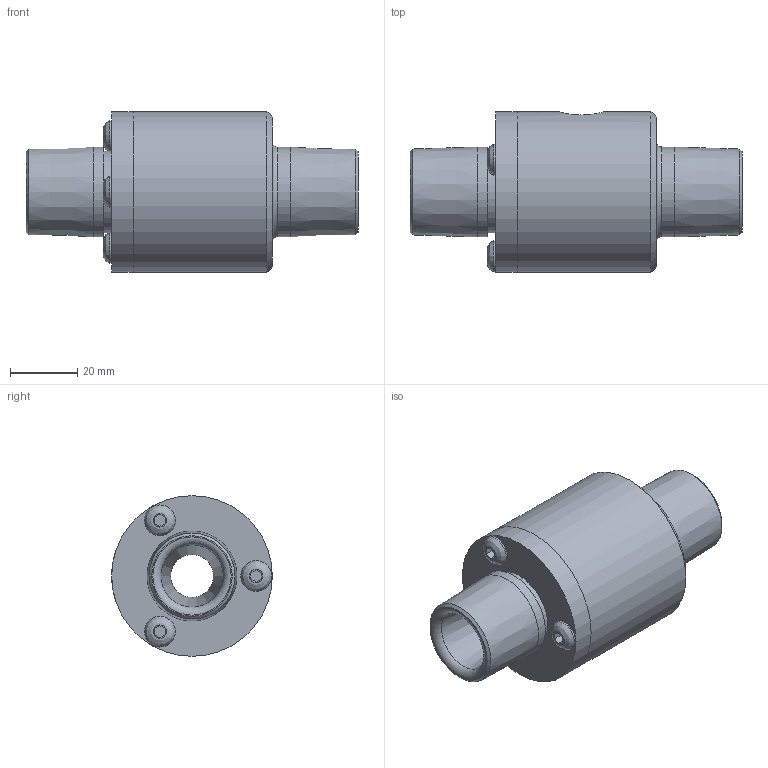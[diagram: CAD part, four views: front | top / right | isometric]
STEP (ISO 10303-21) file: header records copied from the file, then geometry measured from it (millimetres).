
FILE_DESCRIPTION((''),'2;1');
FILE_NAME('140075-3D.stp','2009-04-27T09:56:28',('Dan Preston'),(''),'Autodesk Inventor 2009','Autodesk Inventor 2009','');
FILE_SCHEMA(('AUTOMOTIVE_DESIGN { 1 0 10303 214 1 1 1 1 }'));
Length unit declared in the file: inch
Products named in the file (6): 140075-3D; 140075-3D1; 140075-3D2; 140075-3D3; 140075-3D4; 140075-3D5
Assembly tree (5 placements, depth 2):
  140075-3D
    140075-3D1
    140075-3D2
    140075-3D3
    140075-3D4
    140075-3D5
Bounding box: 98.42 x 47.62 x 47.62 mm (x, y, z)
Volume: 94839.6 mm3; surface area: 25059.5 mm2
Topology: 5 solids, 5 shells, 84 faces, 171 edges, 107 vertices
Faces by surface type: plane 40, cylinder 22, cone 16, bspline 4, torus 2
Full cylindrical faces by diameter (mm): 4.724 x3, 4.826 x3, 5.537 x3, 9.169 x3, 11.114 x1, 12.7 x2, 24.13 x1, 26.67 x2, 29.21 x2, 47.625 x2
Entity records: 2352 total; most frequent: CARTESIAN_POINT 567, DIRECTION 360, ORIENTED_EDGE 244, AXIS2_PLACEMENT_3D 153, EDGE_LOOP 150, EDGE_CURVE 122, VERTEX_POINT 102, FACE_OUTER_BOUND 84
